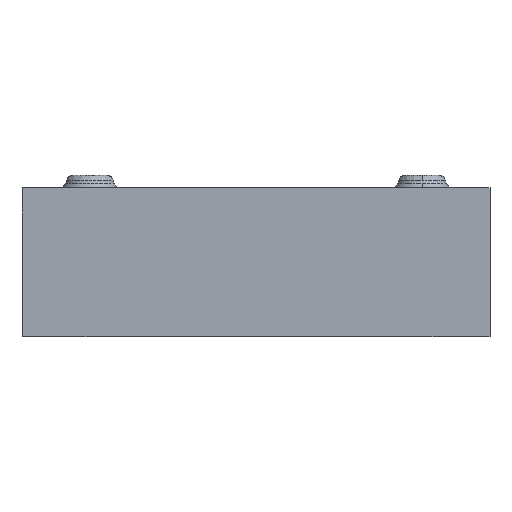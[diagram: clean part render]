
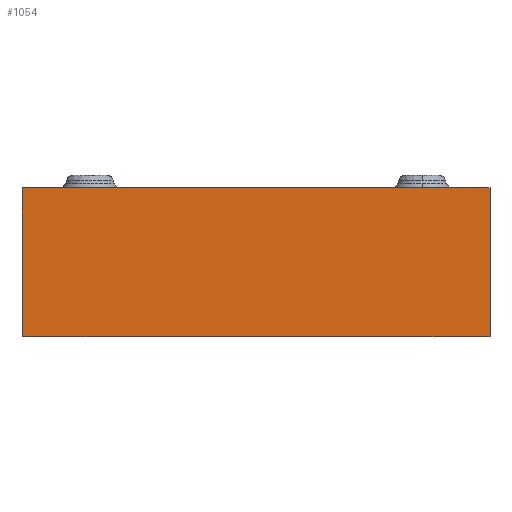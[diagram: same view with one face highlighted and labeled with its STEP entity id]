
A CAD part, left-side view. The second image highlights one B-rep face of the part: STEP entity #1054.
In plain terms, the highlighted planar face has unit normal (-1, 0, 0).
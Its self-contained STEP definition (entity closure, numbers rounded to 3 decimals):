
#156=FACE_OUTER_BOUND('',#230,.T.);
#230=EDGE_LOOP('',(#731,#732,#733,#734,#735,#736,#737,#738));
#311=LINE('',#1429,#387);
#319=LINE('',#2805,#395);
#320=LINE('',#2807,#396);
#321=LINE('',#2809,#397);
#322=LINE('',#2811,#398);
#323=LINE('',#2813,#399);
#324=LINE('',#2815,#400);
#325=LINE('',#2816,#401);
#387=VECTOR('',#1211,10.);
#395=VECTOR('',#1221,10.);
#396=VECTOR('',#1222,10.);
#397=VECTOR('',#1223,10.);
#398=VECTOR('',#1224,10.);
#399=VECTOR('',#1225,10.);
#400=VECTOR('',#1226,10.);
#401=VECTOR('',#1227,10.);
#463=VERTEX_POINT('',#1427);
#464=VERTEX_POINT('',#1428);
#479=VERTEX_POINT('',#2804);
#480=VERTEX_POINT('',#2806);
#481=VERTEX_POINT('',#2808);
#482=VERTEX_POINT('',#2810);
#483=VERTEX_POINT('',#2812);
#484=VERTEX_POINT('',#2814);
#559=EDGE_CURVE('',#463,#464,#311,.T.);
#575=EDGE_CURVE('',#479,#464,#319,.T.);
#576=EDGE_CURVE('',#480,#479,#320,.T.);
#577=EDGE_CURVE('',#480,#481,#321,.T.);
#578=EDGE_CURVE('',#482,#481,#322,.T.);
#579=EDGE_CURVE('',#483,#482,#323,.T.);
#580=EDGE_CURVE('',#484,#483,#324,.T.);
#581=EDGE_CURVE('',#463,#484,#325,.T.);
#731=ORIENTED_EDGE('',*,*,#559,.T.);
#732=ORIENTED_EDGE('',*,*,#575,.F.);
#733=ORIENTED_EDGE('',*,*,#576,.F.);
#734=ORIENTED_EDGE('',*,*,#577,.T.);
#735=ORIENTED_EDGE('',*,*,#578,.F.);
#736=ORIENTED_EDGE('',*,*,#579,.F.);
#737=ORIENTED_EDGE('',*,*,#580,.F.);
#738=ORIENTED_EDGE('',*,*,#581,.F.);
#1028=PLANE('',#1138);
#1054=ADVANCED_FACE('',(#156),#1028,.T.);
#1138=AXIS2_PLACEMENT_3D('',#2803,#1219,#1220);
#1211=DIRECTION('',(0.,1.,0.));
#1219=DIRECTION('center_axis',(-1.,0.,0.));
#1220=DIRECTION('ref_axis',(0.,0.,1.));
#1221=DIRECTION('',(0.,0.,1.));
#1222=DIRECTION('',(0.,1.,0.));
#1223=DIRECTION('',(0.,-1.,0.));
#1224=DIRECTION('',(0.,1.,0.));
#1225=DIRECTION('',(0.,1.,0.));
#1226=DIRECTION('',(0.,1.,0.));
#1227=DIRECTION('',(0.,0.,-1.));
#1427=CARTESIAN_POINT('',(-20.718,-48.782,0.));
#1428=CARTESIAN_POINT('',(-20.718,48.782,0.));
#1429=CARTESIAN_POINT('',(-20.718,10.891,0.));
#2803=CARTESIAN_POINT('Origin',(-20.718,-27.,0.));
#2804=CARTESIAN_POINT('',(-20.718,48.782,-31.));
#2805=CARTESIAN_POINT('',(-20.718,48.782,0.8));
#2806=CARTESIAN_POINT('',(-20.718,38.282,-31.));
#2807=CARTESIAN_POINT('',(-20.718,48.782,-31.));
#2808=CARTESIAN_POINT('',(-20.718,34.782,-31.));
#2809=CARTESIAN_POINT('',(-20.718,38.282,-31.));
#2810=CARTESIAN_POINT('',(-20.718,-34.282,-31.));
#2811=CARTESIAN_POINT('',(-20.718,48.782,-31.));
#2812=CARTESIAN_POINT('',(-20.718,-37.782,-31.));
#2813=CARTESIAN_POINT('',(-20.718,-37.782,-31.));
#2814=CARTESIAN_POINT('',(-20.718,-48.782,-31.));
#2815=CARTESIAN_POINT('',(-20.718,48.782,-31.));
#2816=CARTESIAN_POINT('',(-20.718,-48.782,0.1));
